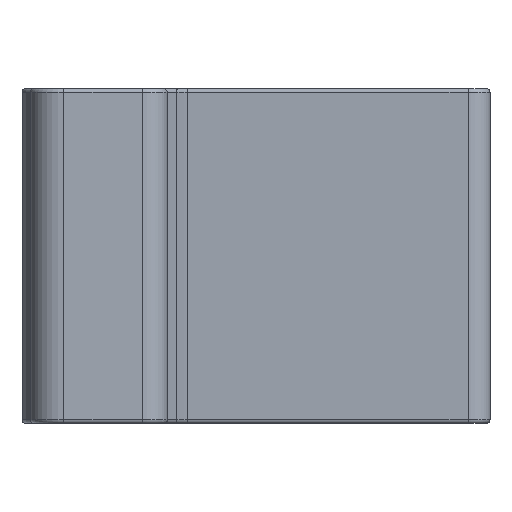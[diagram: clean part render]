
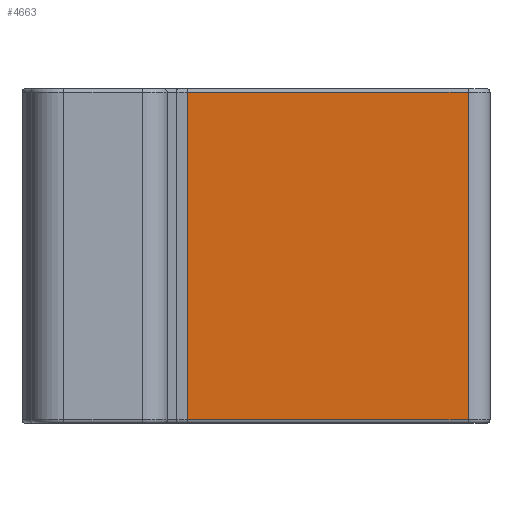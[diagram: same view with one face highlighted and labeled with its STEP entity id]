
A CAD part, left-side view. The second image highlights one B-rep face of the part: STEP entity #4663.
In plain terms, the highlighted planar face has unit normal (-0.999, 0.05, 0).
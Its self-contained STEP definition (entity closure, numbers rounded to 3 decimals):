
#414=CARTESIAN_POINT('',(-40.735,0.657,0.1));
#415=VERTEX_POINT('',#414);
#448=CARTESIAN_POINT('',(-40.317,9.052,0.1));
#449=VERTEX_POINT('',#448);
#466=CARTESIAN_POINT('',(-40.735,0.657,0.1));
#467=DIRECTION('',(0.05,0.999,0.0));
#468=VECTOR('',#467,8.406);
#469=LINE('',#466,#468);
#470=EDGE_CURVE('',#415,#449,#469,.T.);
#2885=CARTESIAN_POINT('',(-40.735,0.657,9.9));
#2886=VERTEX_POINT('',#2885);
#2919=CARTESIAN_POINT('',(-40.317,9.052,9.9));
#2920=VERTEX_POINT('',#2919);
#2928=CARTESIAN_POINT('',(-40.317,9.052,9.9));
#2929=DIRECTION('',(-0.05,-0.999,0.0));
#2930=VECTOR('',#2929,8.406);
#2931=LINE('',#2928,#2930);
#2932=EDGE_CURVE('',#2920,#2886,#2931,.T.);
#4638=CARTESIAN_POINT('',(-40.735,0.657,0.1));
#4639=DIRECTION('',(0.0,0.0,1.0));
#4640=VECTOR('',#4639,9.8);
#4641=LINE('',#4638,#4640);
#4642=EDGE_CURVE('',#415,#2886,#4641,.T.);
#4647=CARTESIAN_POINT('',(-40.735,0.657,0.0));
#4648=DIRECTION('',(-0.999,0.05,0.0));
#4649=DIRECTION('',(0.0,0.0,1.0));
#4650=AXIS2_PLACEMENT_3D('',#4647,#4648,#4649);
#4651=PLANE('',#4650);
#4652=ORIENTED_EDGE('',*,*,#470,.F.);
#4653=ORIENTED_EDGE('',*,*,#4642,.T.);
#4654=ORIENTED_EDGE('',*,*,#2932,.F.);
#4655=CARTESIAN_POINT('',(-40.317,9.052,0.1));
#4656=DIRECTION('',(0.0,0.0,1.0));
#4657=VECTOR('',#4656,9.8);
#4658=LINE('',#4655,#4657);
#4659=EDGE_CURVE('',#449,#2920,#4658,.T.);
#4660=ORIENTED_EDGE('',*,*,#4659,.F.);
#4661=EDGE_LOOP('',(#4652,#4653,#4654,#4660));
#4662=FACE_OUTER_BOUND('',#4661,.T.);
#4663=ADVANCED_FACE('',(#4662),#4651,.T.);
